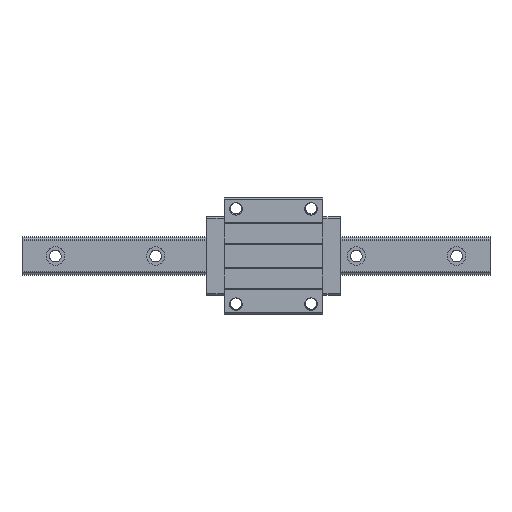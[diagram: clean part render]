
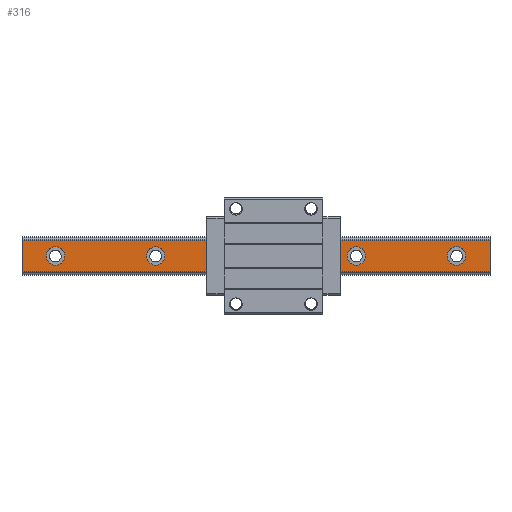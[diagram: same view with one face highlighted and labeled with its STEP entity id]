
A CAD part, top view. The second image highlights one B-rep face of the part: STEP entity #316.
In plain terms, the highlighted planar face has unit normal (0, 0, 1).
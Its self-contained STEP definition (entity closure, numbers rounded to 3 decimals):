
#124=FACE_BOUND('',#731,.T.);
#125=FACE_BOUND('',#732,.T.);
#126=FACE_BOUND('',#733,.T.);
#127=FACE_BOUND('',#734,.T.);
#128=FACE_BOUND('',#735,.T.);
#129=FACE_BOUND('',#736,.T.);
#214=PLANE('',#3610);
#316=ADVANCED_FACE('',(#124,#125,#126,#127,#128,#129),#214,.F.);
#731=EDGE_LOOP('',(#1605));
#732=EDGE_LOOP('',(#1606));
#733=EDGE_LOOP('',(#1607));
#734=EDGE_LOOP('',(#1608));
#735=EDGE_LOOP('',(#1609));
#736=EDGE_LOOP('',(#1610,#1611,#1612,#1613));
#967=LINE('',#4898,#1222);
#968=LINE('',#4912,#1223);
#969=LINE('',#4914,#1224);
#970=LINE('',#4916,#1225);
#1222=VECTOR('',#3964,1.);
#1223=VECTOR('',#3979,1.);
#1224=VECTOR('',#3980,1.);
#1225=VECTOR('',#3981,1.);
#1605=ORIENTED_EDGE('',*,*,#2964,.T.);
#1606=ORIENTED_EDGE('',*,*,#2965,.T.);
#1607=ORIENTED_EDGE('',*,*,#2966,.T.);
#1608=ORIENTED_EDGE('',*,*,#2967,.T.);
#1609=ORIENTED_EDGE('',*,*,#2968,.T.);
#1610=ORIENTED_EDGE('',*,*,#2969,.T.);
#1611=ORIENTED_EDGE('',*,*,#2970,.F.);
#1612=ORIENTED_EDGE('',*,*,#2971,.F.);
#1613=ORIENTED_EDGE('',*,*,#2962,.T.);
#2599=VERTEX_POINT('',#4897);
#2600=VERTEX_POINT('',#4899);
#2601=VERTEX_POINT('',#4903);
#2602=VERTEX_POINT('',#4905);
#2603=VERTEX_POINT('',#4907);
#2604=VERTEX_POINT('',#4909);
#2605=VERTEX_POINT('',#4911);
#2606=VERTEX_POINT('',#4913);
#2607=VERTEX_POINT('',#4915);
#2962=EDGE_CURVE('',#2600,#2599,#967,.T.);
#2964=EDGE_CURVE('',#2601,#2601,#3456,.T.);
#2965=EDGE_CURVE('',#2602,#2602,#3457,.T.);
#2966=EDGE_CURVE('',#2603,#2603,#3458,.T.);
#2967=EDGE_CURVE('',#2604,#2604,#3459,.T.);
#2968=EDGE_CURVE('',#2605,#2605,#3460,.T.);
#2969=EDGE_CURVE('',#2599,#2606,#968,.T.);
#2970=EDGE_CURVE('',#2607,#2606,#969,.T.);
#2971=EDGE_CURVE('',#2600,#2607,#970,.T.);
#3456=CIRCLE('',#3605,5.5);
#3457=CIRCLE('',#3606,5.5);
#3458=CIRCLE('',#3607,5.5);
#3459=CIRCLE('',#3608,5.5);
#3460=CIRCLE('',#3609,5.5);
#3605=AXIS2_PLACEMENT_3D('',#4902,#3969,#3970);
#3606=AXIS2_PLACEMENT_3D('',#4904,#3971,#3972);
#3607=AXIS2_PLACEMENT_3D('',#4906,#3973,#3974);
#3608=AXIS2_PLACEMENT_3D('',#4908,#3975,#3976);
#3609=AXIS2_PLACEMENT_3D('',#4910,#3977,#3978);
#3610=AXIS2_PLACEMENT_3D('',#4917,#3982,#3983);
#3964=DIRECTION('',(-1.,0.,0.));
#3969=DIRECTION('',(0.,0.,-1.));
#3970=DIRECTION('',(0.,1.,0.));
#3971=DIRECTION('',(0.,0.,-1.));
#3972=DIRECTION('',(0.,1.,0.));
#3973=DIRECTION('',(0.,0.,-1.));
#3974=DIRECTION('',(0.,1.,0.));
#3975=DIRECTION('',(0.,0.,-1.));
#3976=DIRECTION('',(0.,1.,0.));
#3977=DIRECTION('',(0.,0.,-1.));
#3978=DIRECTION('',(0.,1.,0.));
#3979=DIRECTION('',(0.,-1.,0.));
#3980=DIRECTION('',(-1.,0.,0.));
#3981=DIRECTION('',(0.,-1.,0.));
#3982=DIRECTION('',(0.,0.,-1.));
#3983=DIRECTION('',(0.,1.,0.));
#4897=CARTESIAN_POINT('',(448.665,-1084.462,20.5));
#4898=CARTESIAN_POINT('',(663.665,-1084.462,20.5));
#4899=CARTESIAN_POINT('',(728.665,-1084.462,20.5));
#4902=CARTESIAN_POINT('',(708.665,-1093.785,20.5));
#4903=CARTESIAN_POINT('',(708.665,-1088.285,20.5));
#4904=CARTESIAN_POINT('',(648.665,-1093.785,20.5));
#4905=CARTESIAN_POINT('',(648.665,-1088.285,20.5));
#4906=CARTESIAN_POINT('',(588.665,-1093.785,20.5));
#4907=CARTESIAN_POINT('',(588.665,-1088.285,20.5));
#4908=CARTESIAN_POINT('',(528.665,-1093.785,20.5));
#4909=CARTESIAN_POINT('',(528.665,-1088.285,20.5));
#4910=CARTESIAN_POINT('',(468.665,-1093.785,20.5));
#4911=CARTESIAN_POINT('',(468.665,-1088.285,20.5));
#4912=CARTESIAN_POINT('',(448.665,-1084.462,20.5));
#4913=CARTESIAN_POINT('',(448.665,-1103.109,20.5));
#4914=CARTESIAN_POINT('',(663.665,-1103.109,20.5));
#4915=CARTESIAN_POINT('',(728.665,-1103.109,20.5));
#4916=CARTESIAN_POINT('',(728.665,-1084.462,20.5));
#4917=CARTESIAN_POINT('',(663.665,-1084.462,20.5));
